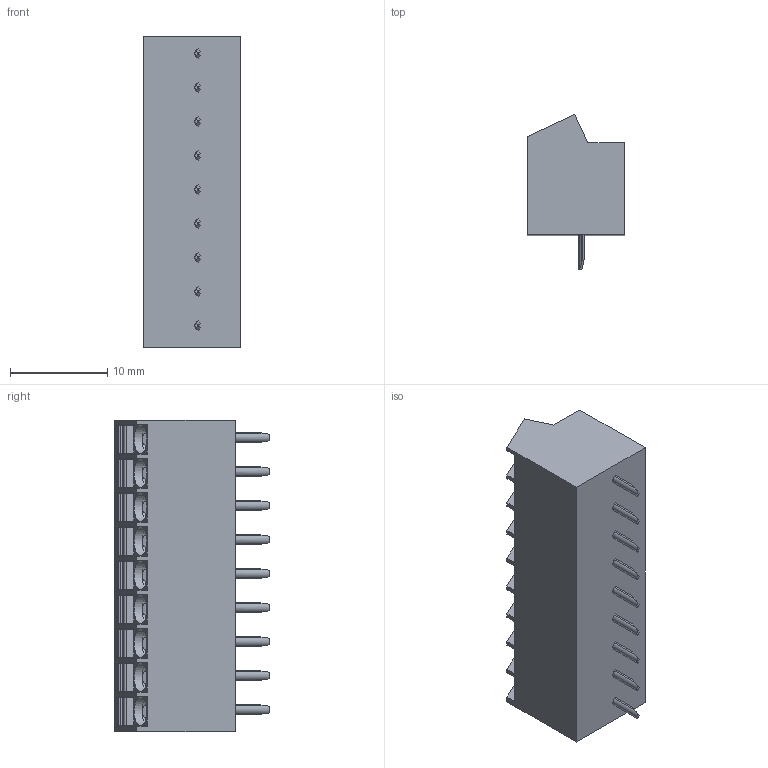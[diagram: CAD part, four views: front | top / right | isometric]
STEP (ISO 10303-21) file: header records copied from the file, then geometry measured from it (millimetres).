
FILE_DESCRIPTION((''),'2;1');
FILE_NAME('PRT0007','2024-09-25T',('sj'),(''),'PRO/ENGINEER BY PARAMETRIC TECHNOLOGY CORPORATION, 2013240','PRO/ENGINEER BY PARAMETRIC TECHNOLOGY CORPORATION, 2013240','');
FILE_SCHEMA(('AUTOMOTIVE_DESIGN_CC2 { 1 2 10303 214 -1 1 5 2 }'));
Length unit declared in the file: millimetre
Products named in the file (1): PRT0007
Bounding box: 10 x 15.9 x 32.1 mm (x, y, z)
Volume: 3177.5 mm3; surface area: 2150.9 mm2
Topology: 1 solids, 1 shells, 377 faces, 1044 edges, 696 vertices
Faces by surface type: plane 269, cylinder 90, cone 18
Entity records: 12254 total; most frequent: CARTESIAN_POINT 2600, ORIENTED_EDGE 2088, DIRECTION 1879, EDGE_CURVE 1044, VECTOR 747, LINE 747, VERTEX_POINT 696, AXIS2_PLACEMENT_3D 566
